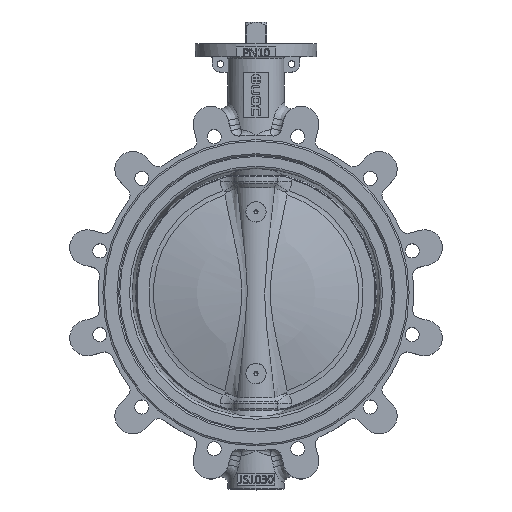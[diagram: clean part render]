
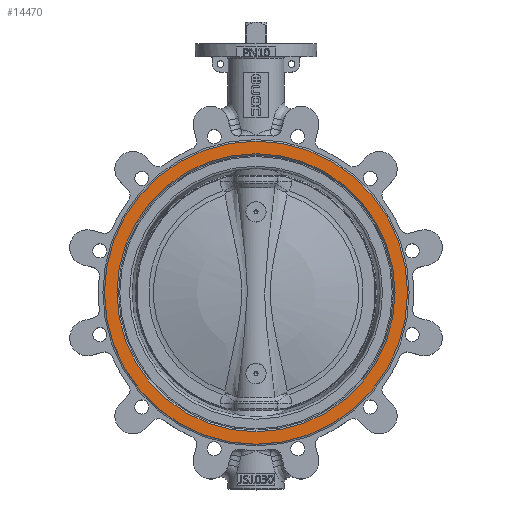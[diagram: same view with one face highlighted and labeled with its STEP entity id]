
A CAD part, top view. The second image highlights one B-rep face of the part: STEP entity #14470.
In plain terms, the highlighted planar face has unit normal (0, 0, 1).
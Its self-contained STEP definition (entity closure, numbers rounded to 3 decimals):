
#2986=PLANE('',#15508);
#3142=FACE_BOUND('',#4792,.T.);
#3882=FACE_OUTER_BOUND('',#4791,.T.);
#4791=EDGE_LOOP('',(#11933));
#4792=EDGE_LOOP('',(#11934));
#5172=CIRCLE('',#14973,172.);
#5384=CIRCLE('',#15505,187.5);
#5787=VERTEX_POINT('',#29693);
#6657=VERTEX_POINT('',#42931);
#7282=EDGE_CURVE('',#5787,#5787,#5172,.F.);
#8574=EDGE_CURVE('',#6657,#6657,#5384,.T.);
#11933=ORIENTED_EDGE('',*,*,#8574,.T.);
#11934=ORIENTED_EDGE('',*,*,#7282,.T.);
#14470=ADVANCED_FACE('',(#3882,#3142),#2986,.T.);
#14973=AXIS2_PLACEMENT_3D('',#29694,#16572,#16573);
#15505=AXIS2_PLACEMENT_3D('',#42932,#18384,#18385);
#15508=AXIS2_PLACEMENT_3D('',#42936,#18390,#18391);
#16572=DIRECTION('center_axis',(0.,0.,1.));
#16573=DIRECTION('ref_axis',(1.,0.,0.));
#18384=DIRECTION('center_axis',(0.,0.,1.));
#18385=DIRECTION('ref_axis',(1.,0.,0.));
#18390=DIRECTION('center_axis',(0.,0.,1.));
#18391=DIRECTION('ref_axis',(1.,0.,0.));
#29693=CARTESIAN_POINT('',(172.,0.,37.75));
#29694=CARTESIAN_POINT('Origin',(0.,0.,37.75));
#42931=CARTESIAN_POINT('',(187.5,0.,37.75));
#42932=CARTESIAN_POINT('Origin',(0.,0.,37.75));
#42936=CARTESIAN_POINT('Origin',(0.,0.,37.75));
